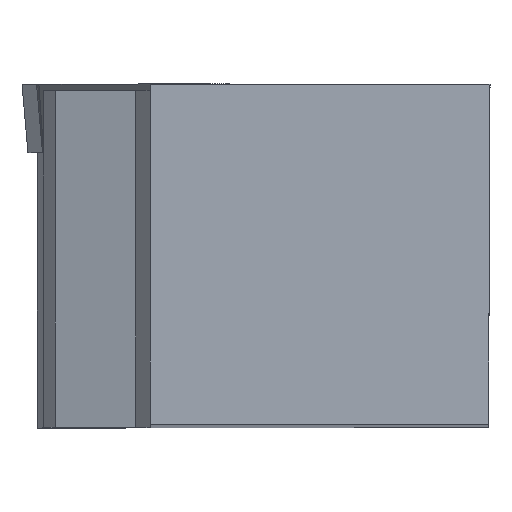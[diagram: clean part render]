
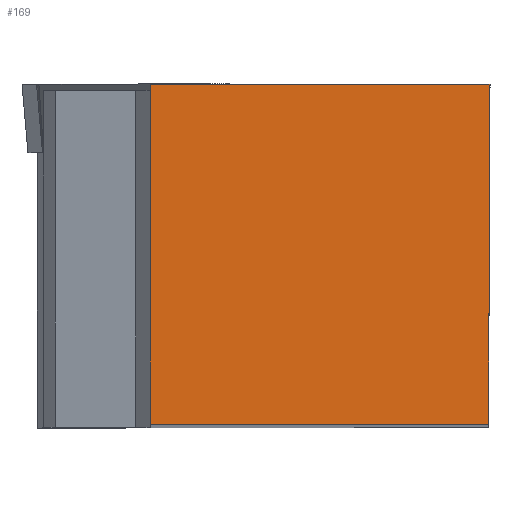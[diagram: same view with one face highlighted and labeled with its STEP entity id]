
A CAD part, top view. The second image highlights one B-rep face of the part: STEP entity #169.
In plain terms, the highlighted planar face has unit normal (0, 0, 1).
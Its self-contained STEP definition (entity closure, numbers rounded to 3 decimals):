
#133=FACE_OUTER_BOUND('',#382,.T.);
#169=ADVANCED_FACE('BLANK_BOXF006',(#133),#196,.F.);
#196=PLANE('',#867);
#220=LINE('',#1223,#280);
#224=LINE('',#1231,#284);
#230=LINE('',#1244,#290);
#255=LINE('',#1316,#315);
#280=VECTOR('',#965,1.);
#284=VECTOR('',#971,1.);
#290=VECTOR('',#979,1.);
#315=VECTOR('',#1050,1.);
#382=EDGE_LOOP('',(#535,#536,#537,#538));
#535=ORIENTED_EDGE('',*,*,#673,.F.);
#536=ORIENTED_EDGE('',*,*,#710,.F.);
#537=ORIENTED_EDGE('',*,*,#667,.F.);
#538=ORIENTED_EDGE('',*,*,#663,.F.);
#593=VERTEX_POINT('',#1222);
#594=VERTEX_POINT('',#1224);
#597=VERTEX_POINT('',#1232);
#602=VERTEX_POINT('',#1243);
#663=EDGE_CURVE('',#593,#594,#220,.T.);
#667=EDGE_CURVE('',#594,#597,#224,.T.);
#673=EDGE_CURVE('',#602,#593,#230,.T.);
#710=EDGE_CURVE('',#597,#602,#255,.T.);
#867=AXIS2_PLACEMENT_3D('',#1329,#1064,#1065);
#965=DIRECTION('',(1.,0.,0.));
#971=DIRECTION('',(-0.004,-1.,0.));
#979=DIRECTION('',(0.,1.,0.));
#1050=DIRECTION('',(-1.,0.,0.));
#1064=DIRECTION('',(0.,0.,-1.));
#1065=DIRECTION('',(-1.,0.,0.));
#1222=CARTESIAN_POINT('',(-11.875,11.875,0.));
#1223=CARTESIAN_POINT('',(-92.35,11.875,0.));
#1224=CARTESIAN_POINT('',(0.,11.875,0.));
#1231=CARTESIAN_POINT('',(0.351,92.349,0.));
#1232=CARTESIAN_POINT('',(-0.052,0.,0.));
#1243=CARTESIAN_POINT('',(-11.875,0.,0.));
#1244=CARTESIAN_POINT('',(-11.875,-92.35,0.));
#1316=CARTESIAN_POINT('',(92.35,0.,0.));
#1329=CARTESIAN_POINT('',(-27.35,-5.,0.));
